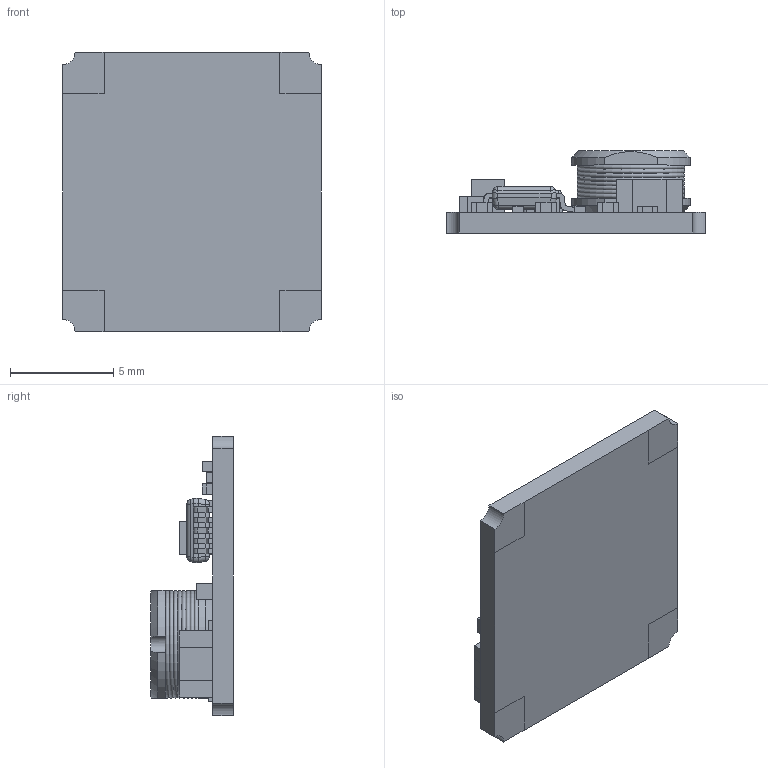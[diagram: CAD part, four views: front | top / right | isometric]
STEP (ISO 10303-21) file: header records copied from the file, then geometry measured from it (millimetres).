
FILE_DESCRIPTION(('FreeCAD Model'),'2;1');
FILE_NAME('ROF-78E_3D_20190725.step','2019-07-25T09:36:48',('Author'),(''), 'Open CASCADE STEP processor 7.3','FreeCAD','Unknown');
FILE_SCHEMA(('AUTOMOTIVE_DESIGN { 1 0 10303 214 1 1 1 1 }'));
Length unit declared in the file: millimetre
Products named in the file (56): ROF-78E-0.5SMD_PCB; ROF-78E-0.5SMD_ASM01; ROF-78E-0.5SMD_ASM16; ROF-78E-0.5SMD_ASM45; ROF-78E-0.5SMD_ASM31; ROF-78E-0.5SMD_ASM55; ROF-78E-0.5SMD_ASM52; ROF-78E-0.5SMD_ASM14; ROF-78E-0.5SMD_ASM48; ROF-78E-0.5SMD_ASM54; ROF-78E-0.5SMD_ASM46; ROF-78E-0.5SMD_ASM47; ROF-78E-0.5SMD_ASM49; ROF-78E-0.5SMD_ASM53; ROF-78E-0.5SMD_ASM50; ROF-78E-0.5SMD_ASM41; ROF-78E-0.5SMD_ASM23; ROF-78E-0.5SMD_ASM24; ROF-78E-0.5SMD_ASM27; ROF-78E-0.5SMD_ASM28; ROF-78E-0.5SMD_ASM10; ROF-78E-0.5SMD_ASM34; ROF-78E-0.5SMD_ASM02; ROF-78E-0.5SMD_ASM04; ROF-78E-0.5SMD_ASM13; ROF-78E-0.5SMD_ASM11; ROF-78E-0.5SMD_ASM19; ROF-78E-0.5SMD_ASM40; ROF-78E-0.5SMD_ASM43; ROF-78E-0.5SMD_ASM44; ROF-78E-0.5SMD_ASM03; ROF-78E-0.5SMD_ASM05; ROF-78E-0.5SMD_ASM21; ROF-78E-0.5SMD_ASM32; ROF-78E-0.5SMD_ASM38; ROF-78E-0.5SMD_ASM07; ROF-78E-0.5SMD_ASM39; ROF-78E-0.5SMD_ASM20; ROF-78E-0.5SMD_ASM15; ROF-78E-0.5SMD_ASM06 ...
Bounding box: 12.5 x 4 x 13.5 mm (x, y, z)
Volume: 270.4 mm3; surface area: 757.4 mm2
Topology: 56 solids, 56 shells, 531 faces, 1311 edges, 903 vertices
Faces by surface type: plane 432, cylinder 69, torus 14, sphere 12, cone 4
Full cylindrical faces by diameter (mm): 4.8 x1
Entity records: 17338 total; most frequent: CARTESIAN_POINT 3410, ORIENTED_EDGE 2622, DIRECTION 2420, EDGE_CURVE 1311, LINE 1008, VECTOR 1008, VERTEX_POINT 903, AXIS2_PLACEMENT_3D 706
